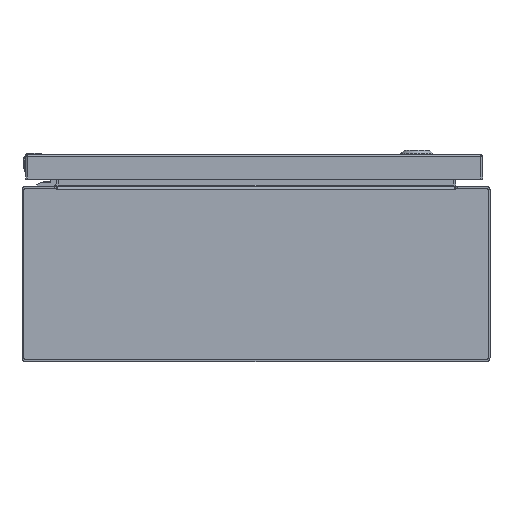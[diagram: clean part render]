
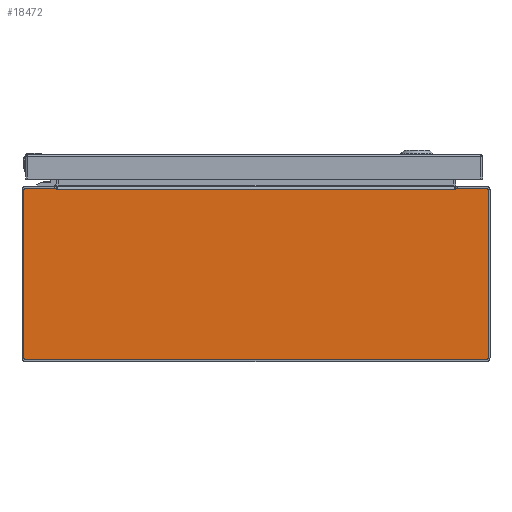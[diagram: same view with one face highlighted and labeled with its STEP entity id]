
A CAD part, front view. The second image highlights one B-rep face of the part: STEP entity #18472.
In plain terms, the highlighted planar face has unit normal (0, -1, 0).
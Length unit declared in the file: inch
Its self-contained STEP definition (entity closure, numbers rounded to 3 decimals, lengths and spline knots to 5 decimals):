
#1944 = VECTOR ( 'NONE', #50691, 39.37008 ) ;
#3169 = VECTOR ( 'NONE', #70051, 39.37008 ) ;
#6520 = CARTESIAN_POINT ( 'NONE',  ( -7.857, -8., -2.857 ) ) ;
#6572 = VERTEX_POINT ( 'NONE', #7947 ) ;
#7947 = CARTESIAN_POINT ( 'NONE',  ( 6.82312, -8., 2.937 ) ) ;
#8476 = EDGE_CURVE ( 'NONE', #11432, #132136, #87352, .T. ) ;
#9266 = LINE ( 'NONE', #99742, #78494 ) ;
#11255 = CARTESIAN_POINT ( 'NONE',  ( -6.82312, -8., 2.937 ) ) ;
#11432 = VERTEX_POINT ( 'NONE', #43522 ) ;
#14693 = VERTEX_POINT ( 'NONE', #15565 ) ;
#15565 = CARTESIAN_POINT ( 'NONE',  ( 7.857, -8., -2.937 ) ) ;
#18452 = DIRECTION ( 'NONE',  ( 0., 0., -1. ) ) ;
#18472 = ADVANCED_FACE ( 'NONE', ( #105282 ), #130115, .T. ) ;
#18658 = ORIENTED_EDGE ( 'NONE', *, *, #130548, .F. ) ;
#18698 = EDGE_CURVE ( 'NONE', #43805, #11432, #54713, .T. ) ;
#24842 = CARTESIAN_POINT ( 'NONE',  ( 0., -8., -2.937 ) ) ;
#27130 = AXIS2_PLACEMENT_3D ( 'NONE', #6520, #140193, #29221 ) ;
#27952 = EDGE_CURVE ( 'NONE', #6572, #57432, #9266, .T. ) ;
#28939 = CARTESIAN_POINT ( 'NONE',  ( 7.937, -8., 0. ) ) ;
#29100 = ORIENTED_EDGE ( 'NONE', *, *, #31231, .T. ) ;
#29221 = DIRECTION ( 'NONE',  ( 0., 0., -1. ) ) ;
#30440 = DIRECTION ( 'NONE',  ( 0., 0., 1. ) ) ;
#31231 = EDGE_CURVE ( 'NONE', #6572, #43805, #44028, .T. ) ;
#32026 = DIRECTION ( 'NONE',  ( 0., 0., -1. ) ) ;
#35409 = EDGE_CURVE ( 'NONE', #117728, #92347, #82741, .T. ) ;
#36562 = ORIENTED_EDGE ( 'NONE', *, *, #79950, .F. ) ;
#39893 = VERTEX_POINT ( 'NONE', #94128 ) ;
#42925 = CARTESIAN_POINT ( 'NONE',  ( 7.857, -8., -2.857 ) ) ;
#43522 = CARTESIAN_POINT ( 'NONE',  ( 6.798, -8., 2.883 ) ) ;
#43805 = VERTEX_POINT ( 'NONE', #141210 ) ;
#43831 = DIRECTION ( 'NONE',  ( -1., 0., 0. ) ) ;
#44028 = LINE ( 'NONE', #88600, #44476 ) ;
#44476 = VECTOR ( 'NONE', #133154, 39.37008 ) ;
#45110 = VERTEX_POINT ( 'NONE', #117460 ) ;
#46496 = ORIENTED_EDGE ( 'NONE', *, *, #142915, .F. ) ;
#47030 = EDGE_CURVE ( 'NONE', #120760, #110165, #50284, .T. ) ;
#48375 = CARTESIAN_POINT ( 'NONE',  ( -7.857, -8., 2.937 ) ) ;
#49644 = CARTESIAN_POINT ( 'NONE',  ( -7.857, -8., -2.937 ) ) ;
#50284 = CIRCLE ( 'NONE', #27130, 0.08 ) ;
#50691 = DIRECTION ( 'NONE',  ( 0., 0., -1. ) ) ;
#51443 = CARTESIAN_POINT ( 'NONE',  ( -6.80579, -8., 2.883 ) ) ;
#51828 = ORIENTED_EDGE ( 'NONE', *, *, #116816, .F. ) ;
#51894 = ORIENTED_EDGE ( 'NONE', *, *, #47030, .F. ) ;
#54322 = CARTESIAN_POINT ( 'NONE',  ( -7.937, -8., 2.857 ) ) ;
#54617 = AXIS2_PLACEMENT_3D ( 'NONE', #59981, #73190, #18452 ) ;
#54713 = LINE ( 'NONE', #143943, #115241 ) ;
#57432 = VERTEX_POINT ( 'NONE', #132129 ) ;
#59981 = CARTESIAN_POINT ( 'NONE',  ( 0., -8., 0. ) ) ;
#61015 = LINE ( 'NONE', #74221, #90849 ) ;
#61410 = AXIS2_PLACEMENT_3D ( 'NONE', #107609, #141993, #95227 ) ;
#61908 = CARTESIAN_POINT ( 'NONE',  ( 0., -8., 2.937 ) ) ;
#62647 = LINE ( 'NONE', #61908, #134942 ) ;
#70051 = DIRECTION ( 'NONE',  ( -1., 0., 0. ) ) ;
#73190 = DIRECTION ( 'NONE',  ( 0., -1., 0. ) ) ;
#74221 = CARTESIAN_POINT ( 'NONE',  ( -7.937, -8., 0. ) ) ;
#76365 = DIRECTION ( 'NONE',  ( -1., 0., 0. ) ) ;
#77324 = VERTEX_POINT ( 'NONE', #82775 ) ;
#78494 = VECTOR ( 'NONE', #108557, 39.37008 ) ;
#79950 = EDGE_CURVE ( 'NONE', #106187, #45110, #99105, .T. ) ;
#80329 = LINE ( 'NONE', #24842, #3169 ) ;
#82441 = EDGE_LOOP ( 'NONE', ( #51828, #107037, #130711, #51894, #18658, #46496, #93802, #143184, #126978, #29100, #127340, #136100, #107923, #36562 ) ) ;
#82741 = CIRCLE ( 'NONE', #138743, 0.08 ) ;
#82775 = CARTESIAN_POINT ( 'NONE',  ( 7.937, -8., -2.857 ) ) ;
#87352 = LINE ( 'NONE', #118756, #117057 ) ;
#87491 = DIRECTION ( 'NONE',  ( 0., 1., 0. ) ) ;
#88600 = CARTESIAN_POINT ( 'NONE',  ( 6.81836, -8., 2.91 ) ) ;
#89529 = CARTESIAN_POINT ( 'NONE',  ( -6.798, -8., 2.883 ) ) ;
#90849 = VECTOR ( 'NONE', #30440, 39.37008 ) ;
#92347 = VERTEX_POINT ( 'NONE', #48375 ) ;
#93802 = ORIENTED_EDGE ( 'NONE', *, *, #136993, .F. ) ;
#94128 = CARTESIAN_POINT ( 'NONE',  ( 7.937, -8., 2.857 ) ) ;
#95227 = DIRECTION ( 'NONE',  ( 0., 0., -1. ) ) ;
#96004 = DIRECTION ( 'NONE',  ( 1., 0., 0. ) ) ;
#98722 = CIRCLE ( 'NONE', #61410, 0.08 ) ;
#99105 = LINE ( 'NONE', #103987, #107325 ) ;
#99742 = CARTESIAN_POINT ( 'NONE',  ( 0., -8., 2.937 ) ) ;
#100197 = CIRCLE ( 'NONE', #125885, 0.08 ) ;
#103987 = CARTESIAN_POINT ( 'NONE',  ( -6.81836, -8., 2.91 ) ) ;
#104049 = LINE ( 'NONE', #28939, #1944 ) ;
#105034 = DIRECTION ( 'NONE',  ( 1., 0., 0. ) ) ;
#105282 = FACE_OUTER_BOUND ( 'NONE', #82441, .T. ) ;
#106187 = VERTEX_POINT ( 'NONE', #11255 ) ;
#106977 = LINE ( 'NONE', #51443, #125782 ) ;
#107037 = ORIENTED_EDGE ( 'NONE', *, *, #35409, .F. ) ;
#107325 = VECTOR ( 'NONE', #121754, 39.37008 ) ;
#107609 = CARTESIAN_POINT ( 'NONE',  ( 7.857, -8., 2.857 ) ) ;
#107923 = ORIENTED_EDGE ( 'NONE', *, *, #126406, .F. ) ;
#108557 = DIRECTION ( 'NONE',  ( 1., 0., 0. ) ) ;
#110165 = VERTEX_POINT ( 'NONE', #144184 ) ;
#115241 = VECTOR ( 'NONE', #43831, 39.37008 ) ;
#116816 = EDGE_CURVE ( 'NONE', #92347, #106187, #62647, .T. ) ;
#117057 = VECTOR ( 'NONE', #76365, 39.37008 ) ;
#117460 = CARTESIAN_POINT ( 'NONE',  ( -6.8136, -8., 2.883 ) ) ;
#117728 = VERTEX_POINT ( 'NONE', #54322 ) ;
#118756 = CARTESIAN_POINT ( 'NONE',  ( 0., -8., 2.883 ) ) ;
#120345 = DIRECTION ( 'NONE',  ( 0., 0., -1. ) ) ;
#120760 = VERTEX_POINT ( 'NONE', #49644 ) ;
#121754 = DIRECTION ( 'NONE',  ( 0.174, 0., -0.985 ) ) ;
#125782 = VECTOR ( 'NONE', #96004, 39.37008 ) ;
#125885 = AXIS2_PLACEMENT_3D ( 'NONE', #42925, #87491, #32026 ) ;
#126406 = EDGE_CURVE ( 'NONE', #45110, #132136, #106977, .T. ) ;
#126978 = ORIENTED_EDGE ( 'NONE', *, *, #27952, .F. ) ;
#127340 = ORIENTED_EDGE ( 'NONE', *, *, #18698, .T. ) ;
#130115 = PLANE ( 'NONE',  #54617 ) ;
#130548 = EDGE_CURVE ( 'NONE', #14693, #120760, #80329, .T. ) ;
#130711 = ORIENTED_EDGE ( 'NONE', *, *, #143060, .F. ) ;
#131366 = DIRECTION ( 'NONE',  ( 0., 1., 0. ) ) ;
#132129 = CARTESIAN_POINT ( 'NONE',  ( 7.857, -8., 2.937 ) ) ;
#132136 = VERTEX_POINT ( 'NONE', #89529 ) ;
#132198 = EDGE_CURVE ( 'NONE', #57432, #39893, #98722, .T. ) ;
#133154 = DIRECTION ( 'NONE',  ( -0.174, 0., -0.985 ) ) ;
#134942 = VECTOR ( 'NONE', #105034, 39.37008 ) ;
#136100 = ORIENTED_EDGE ( 'NONE', *, *, #8476, .T. ) ;
#136993 = EDGE_CURVE ( 'NONE', #39893, #77324, #104049, .T. ) ;
#138743 = AXIS2_PLACEMENT_3D ( 'NONE', #141623, #131366, #120345 ) ;
#140193 = DIRECTION ( 'NONE',  ( 0., 1., 0. ) ) ;
#141210 = CARTESIAN_POINT ( 'NONE',  ( 6.8136, -8., 2.883 ) ) ;
#141623 = CARTESIAN_POINT ( 'NONE',  ( -7.857, -8., 2.857 ) ) ;
#141993 = DIRECTION ( 'NONE',  ( 0., 1., 0. ) ) ;
#142915 = EDGE_CURVE ( 'NONE', #77324, #14693, #100197, .T. ) ;
#143060 = EDGE_CURVE ( 'NONE', #110165, #117728, #61015, .T. ) ;
#143184 = ORIENTED_EDGE ( 'NONE', *, *, #132198, .F. ) ;
#143943 = CARTESIAN_POINT ( 'NONE',  ( 6.80579, -8., 2.883 ) ) ;
#144184 = CARTESIAN_POINT ( 'NONE',  ( -7.937, -8., -2.857 ) ) ;
